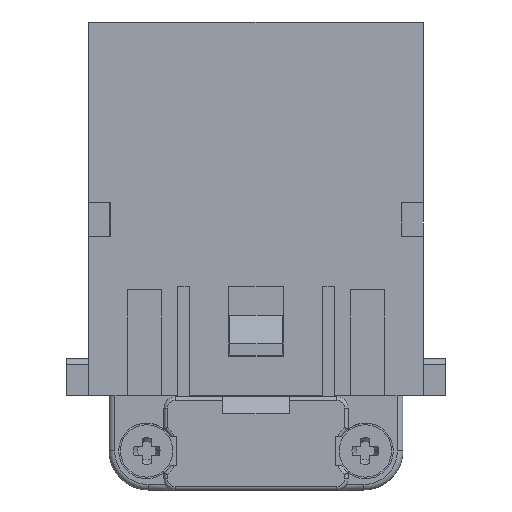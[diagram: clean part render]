
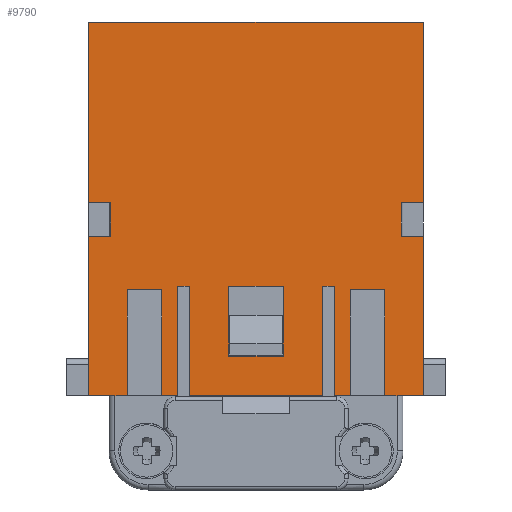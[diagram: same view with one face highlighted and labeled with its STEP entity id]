
A CAD part, left-side view. The second image highlights one B-rep face of the part: STEP entity #9790.
In plain terms, the highlighted planar face has unit normal (-1, 0, 0).
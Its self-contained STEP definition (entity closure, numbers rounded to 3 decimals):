
#540=CARTESIAN_POINT('',(-7.35,6.4,10.522));
#550=VERTEX_POINT('',#540);
#580=CARTESIAN_POINT('',(-7.35,0.,10.522));
#590=DIRECTION('',(0.,1.,0.));
#600=VECTOR('',#590,1.);
#610=LINE('',#580,#600);
#620=CARTESIAN_POINT('',(-7.35,36.4,10.522));
#630=VERTEX_POINT('',#620);
#640=EDGE_CURVE('',#550,#630,#610,.T.);
#870=CARTESIAN_POINT('',(-7.35,0.,-19.427));
#880=DIRECTION('',(0.,1.,0.));
#890=VECTOR('',#880,1.);
#900=LINE('',#870,#890);
#910=CARTESIAN_POINT('',(-7.35,18.95,
-19.427));
#920=VERTEX_POINT('',#910);
#930=CARTESIAN_POINT('',(-7.35,23.85,
-19.427));
#940=VERTEX_POINT('',#930);
#950=EDGE_CURVE('',#920,#940,#900,.T.);
#1810=CARTESIAN_POINT('',(-7.35,0.,-22.978));
#1820=DIRECTION('',(0.,-1.,0.));
#1830=VECTOR('',#1820,1.);
#1840=LINE('',#1810,#1830);
#1850=CARTESIAN_POINT('',(-7.35,29.85,
-22.978));
#1860=VERTEX_POINT('',#1850);
#1870=CARTESIAN_POINT('',(-7.35,28.4,-22.978));
#1880=VERTEX_POINT('',#1870);
#1890=EDGE_CURVE('',#1860,#1880,#1840,.T.);
#3910=CARTESIAN_POINT('',(-7.35,36.4,-22.978));
#3920=VERTEX_POINT('',#3910);
#3950=CARTESIAN_POINT('',(-7.35,0.,-22.978));
#3960=DIRECTION('',(0.,-1.,0.));
#3970=VECTOR('',#3960,1.);
#3980=LINE('',#3950,#3970);
#3990=CARTESIAN_POINT('',(-7.35,32.95,-22.978));
#4000=VERTEX_POINT('',#3990);
#4010=EDGE_CURVE('',#3920,#4000,#3980,.T.);
#4670=CARTESIAN_POINT('',(-7.35,28.4,0.));
#4680=DIRECTION('',(0.,0.,-1.));
#4690=VECTOR('',#4680,1.);
#4700=LINE('',#4670,#4690);
#4710=CARTESIAN_POINT('',(-7.35,28.4,-13.178));
#4720=VERTEX_POINT('',#4710);
#4730=EDGE_CURVE('',#4720,#1880,#4700,.T.);
#5750=CARTESIAN_POINT('',(-7.35,23.85,0.));
#5760=DIRECTION('',(0.,0.,1.));
#5770=VECTOR('',#5760,1.);
#5780=LINE('',#5750,#5770);
#5790=CARTESIAN_POINT('',(-7.35,23.85,-13.178));
#5800=VERTEX_POINT('',#5790);
#5810=EDGE_CURVE('',#940,#5800,#5780,.T.);
#6080=CARTESIAN_POINT('',(-7.35,18.95,-13.178));
#6090=VERTEX_POINT('',#6080);
#6140=CARTESIAN_POINT('',(-7.35,18.95,0.));
#6150=DIRECTION('',(0.,0.,-1.));
#6160=VECTOR('',#6150,1.);
#6170=LINE('',#6140,#6160);
#6180=EDGE_CURVE('',#6090,#920,#6170,.T.);
#6840=CARTESIAN_POINT('',(-7.35,27.4,-13.178));
#6850=VERTEX_POINT('',#6840);
#6900=CARTESIAN_POINT('',(-7.35,27.4,0.));
#6910=DIRECTION('',(0.,0.,1.));
#6920=VECTOR('',#6910,1.);
#6930=LINE('',#6900,#6920);
#6940=CARTESIAN_POINT('',(-7.35,27.4,
-22.977));
#6950=VERTEX_POINT('',#6940);
#6960=EDGE_CURVE('',#6950,#6850,#6930,.T.);
#7330=CARTESIAN_POINT('',(-7.35,15.4,-13.178));
#7340=VERTEX_POINT('',#7330);
#7490=CARTESIAN_POINT('',(-7.35,15.4,-22.978));
#7500=VERTEX_POINT('',#7490);
#7530=CARTESIAN_POINT('',(-7.35,15.4,0.));
#7540=DIRECTION('',(0.,0.,1.));
#7550=VECTOR('',#7540,1.);
#7560=LINE('',#7530,#7550);
#7570=EDGE_CURVE('',#7500,#7340,#7560,.T.);
#7820=CARTESIAN_POINT('',(-7.35,0.,-22.978));
#7830=DIRECTION('',(0.,-1.,0.));
#7840=VECTOR('',#7830,1.);
#7850=LINE('',#7820,#7840);
#7860=EDGE_CURVE('',#6950,#7500,#7850,.T.);
#7980=CARTESIAN_POINT('',(-7.35,36.55,11.175));
#7990=DIRECTION('',(1.,0.,-0.));
#8000=DIRECTION('',(0.,1.,0.));
#8010=AXIS2_PLACEMENT_3D('',#7980,#7990,#8000);
#8020=PLANE('',#8010);
#8030=CARTESIAN_POINT('',(-7.35,0.,-13.178));
#8040=DIRECTION('',(0.,1.,0.));
#8050=VECTOR('',#8040,1.);
#8060=LINE('',#8030,#8050);
#8070=EDGE_CURVE('',#6090,#5800,#8060,.T.);
#8080=ORIENTED_EDGE('',*,*,#8070,.F.);
#8090=ORIENTED_EDGE('',*,*,#5810,.T.);
#8100=ORIENTED_EDGE('',*,*,#950,.T.);
#8110=ORIENTED_EDGE('',*,*,#6180,.T.);
#8120=EDGE_LOOP('',(#8110,#8100,#8090,#8080));
#8130=FACE_BOUND('',#8120,.T.);
#8140=CARTESIAN_POINT('',(-7.35,9.85,0.));
#8150=DIRECTION('',(0.,0.,1.));
#8160=VECTOR('',#8150,1.);
#8170=LINE('',#8140,#8160);
#8180=CARTESIAN_POINT('',(-7.35,9.85,-22.978));
#8190=VERTEX_POINT('',#8180);
#8200=CARTESIAN_POINT('',(-7.35,9.85,
-13.478));
#8210=VERTEX_POINT('',#8200);
#8220=EDGE_CURVE('',#8190,#8210,#8170,.T.);
#8230=ORIENTED_EDGE('',*,*,#8220,.F.);
#8240=CARTESIAN_POINT('',(-7.35,0.,-13.478));
#8250=DIRECTION('',(0.,1.,0.));
#8260=VECTOR('',#8250,1.);
#8270=LINE('',#8240,#8260);
#8280=CARTESIAN_POINT('',(-7.35,12.95,-13.478));
#8290=VERTEX_POINT('',#8280);
#8300=EDGE_CURVE('',#8210,#8290,#8270,.T.);
#8310=ORIENTED_EDGE('',*,*,#8300,.F.);
#8320=CARTESIAN_POINT('',(-7.35,12.95,0.));
#8330=DIRECTION('',(0.,0.,-1.));
#8340=VECTOR('',#8330,1.);
#8350=LINE('',#8320,#8340);
#8360=CARTESIAN_POINT('',(-7.35,12.95,-22.978));
#8370=VERTEX_POINT('',#8360);
#8380=EDGE_CURVE('',#8290,#8370,#8350,.T.);
#8390=ORIENTED_EDGE('',*,*,#8380,.F.);
#8400=CARTESIAN_POINT('',(-7.35,0.,-22.978));
#8410=DIRECTION('',(0.,-1.,0.));
#8420=VECTOR('',#8410,1.);
#8430=LINE('',#8400,#8420);
#8440=CARTESIAN_POINT('',(-7.35,14.4,-22.978));
#8450=VERTEX_POINT('',#8440);
#8460=EDGE_CURVE('',#8450,#8370,#8430,.T.);
#8470=ORIENTED_EDGE('',*,*,#8460,.T.);
#8480=CARTESIAN_POINT('',(-7.35,14.4,0.));
#8490=DIRECTION('',(0.,0.,1.));
#8500=VECTOR('',#8490,1.);
#8510=LINE('',#8480,#8500);
#8520=CARTESIAN_POINT('',(-7.35,14.4,-13.178));
#8530=VERTEX_POINT('',#8520);
#8540=EDGE_CURVE('',#8450,#8530,#8510,.T.);
#8550=ORIENTED_EDGE('',*,*,#8540,.F.);
#8560=CARTESIAN_POINT('',(-7.35,0.,-13.178));
#8570=DIRECTION('',(0.,1.,0.));
#8580=VECTOR('',#8570,1.);
#8590=LINE('',#8560,#8580);
#8600=EDGE_CURVE('',#8530,#7340,#8590,.T.);
#8610=ORIENTED_EDGE('',*,*,#8600,.F.);
#8620=ORIENTED_EDGE('',*,*,#7570,.T.);
#8630=ORIENTED_EDGE('',*,*,#7860,.T.);
#8640=ORIENTED_EDGE('',*,*,#6960,.F.);
#8650=CARTESIAN_POINT('',(-7.35,0.,-13.178));
#8660=DIRECTION('',(0.,1.,0.));
#8670=VECTOR('',#8660,1.);
#8680=LINE('',#8650,#8670);
#8690=EDGE_CURVE('',#6850,#4720,#8680,.T.);
#8700=ORIENTED_EDGE('',*,*,#8690,.F.);
#8710=ORIENTED_EDGE('',*,*,#4730,.F.);
#8720=ORIENTED_EDGE('',*,*,#1890,.T.);
#8730=CARTESIAN_POINT('',(-7.35,29.85,0.));
#8740=DIRECTION('',(0.,0.,1.));
#8750=VECTOR('',#8740,1.);
#8760=LINE('',#8730,#8750);
#8770=CARTESIAN_POINT('',(-7.35,29.85,-13.478));
#8780=VERTEX_POINT('',#8770);
#8790=EDGE_CURVE('',#1860,#8780,#8760,.T.);
#8800=ORIENTED_EDGE('',*,*,#8790,.F.);
#8810=CARTESIAN_POINT('',(-7.35,0.,-13.478));
#8820=DIRECTION('',(0.,1.,0.));
#8830=VECTOR('',#8820,1.);
#8840=LINE('',#8810,#8830);
#8850=CARTESIAN_POINT('',(-7.35,32.95,-13.478));
#8860=VERTEX_POINT('',#8850);
#8870=EDGE_CURVE('',#8780,#8860,#8840,.T.);
#8880=ORIENTED_EDGE('',*,*,#8870,.F.);
#8890=CARTESIAN_POINT('',(-7.35,32.95,0.));
#8900=DIRECTION('',(0.,0.,-1.));
#8910=VECTOR('',#8900,1.);
#8920=LINE('',#8890,#8910);
#8930=EDGE_CURVE('',#8860,#4000,#8920,.T.);
#8940=ORIENTED_EDGE('',*,*,#8930,.F.);
#8950=ORIENTED_EDGE('',*,*,#4010,.T.);
#8960=CARTESIAN_POINT('',(-7.35,36.4,0.));
#8970=DIRECTION('',(0.,0.,1.));
#8980=VECTOR('',#8970,1.);
#8990=LINE('',#8960,#8980);
#9000=CARTESIAN_POINT('',(-7.35,36.4,-8.678));
#9010=VERTEX_POINT('',#9000);
#9020=EDGE_CURVE('',#3920,#9010,#8990,.T.);
#9030=ORIENTED_EDGE('',*,*,#9020,.F.);
#9040=CARTESIAN_POINT('',(-7.35,0.,-8.677));
#9050=DIRECTION('',(0.,1.,0.));
#9060=VECTOR('',#9050,1.);
#9070=LINE('',#9040,#9060);
#9080=CARTESIAN_POINT('',(-7.35,34.4,
-8.678));
#9090=VERTEX_POINT('',#9080);
#9100=EDGE_CURVE('',#9090,#9010,#9070,.T.);
#9110=ORIENTED_EDGE('',*,*,#9100,.T.);
#9120=CARTESIAN_POINT('',(-7.35,34.4,0.));
#9130=DIRECTION('',(0.,0.,-1.));
#9140=VECTOR('',#9130,1.);
#9150=LINE('',#9120,#9140);
#9160=CARTESIAN_POINT('',(-7.35,34.4,-5.678));
#9170=VERTEX_POINT('',#9160);
#9180=EDGE_CURVE('',#9170,#9090,#9150,.T.);
#9190=ORIENTED_EDGE('',*,*,#9180,.T.);
#9200=CARTESIAN_POINT('',(-7.35,0.,-5.677));
#9210=DIRECTION('',(0.,-1.,0.));
#9220=VECTOR('',#9210,1.);
#9230=LINE('',#9200,#9220);
#9240=CARTESIAN_POINT('',(-7.35,36.4,-5.678));
#9250=VERTEX_POINT('',#9240);
#9260=EDGE_CURVE('',#9250,#9170,#9230,.T.);
#9270=ORIENTED_EDGE('',*,*,#9260,.T.);
#9280=CARTESIAN_POINT('',(-7.35,36.4,0.));
#9290=DIRECTION('',(0.,0.,1.));
#9300=VECTOR('',#9290,1.);
#9310=LINE('',#9280,#9300);
#9320=EDGE_CURVE('',#9250,#630,#9310,.T.);
#9330=ORIENTED_EDGE('',*,*,#9320,.F.);
#9340=ORIENTED_EDGE('',*,*,#640,.T.);
#9350=CARTESIAN_POINT('',(-7.35,6.4,0.));
#9360=DIRECTION('',(0.,0.,-1.));
#9370=VECTOR('',#9360,1.);
#9380=LINE('',#9350,#9370);
#9390=CARTESIAN_POINT('',(-7.35,6.4,
-5.677));
#9400=VERTEX_POINT('',#9390);
#9410=EDGE_CURVE('',#550,#9400,#9380,.T.);
#9420=ORIENTED_EDGE('',*,*,#9410,.F.);
#9430=CARTESIAN_POINT('',(-7.35,0.,-5.677));
#9440=DIRECTION('',(0.,1.,0.));
#9450=VECTOR('',#9440,1.);
#9460=LINE('',#9430,#9450);
#9470=CARTESIAN_POINT('',(-7.35,8.4,
-5.677));
#9480=VERTEX_POINT('',#9470);
#9490=EDGE_CURVE('',#9400,#9480,#9460,.T.);
#9500=ORIENTED_EDGE('',*,*,#9490,.F.);
#9510=CARTESIAN_POINT('',(-7.35,8.4,0.));
#9520=DIRECTION('',(0.,0.,-1.));
#9530=VECTOR('',#9520,1.);
#9540=LINE('',#9510,#9530);
#9550=CARTESIAN_POINT('',(-7.35,8.4,
-8.678));
#9560=VERTEX_POINT('',#9550);
#9570=EDGE_CURVE('',#9480,#9560,#9540,.T.);
#9580=ORIENTED_EDGE('',*,*,#9570,.F.);
#9590=CARTESIAN_POINT('',(-7.35,0.,-8.677));
#9600=DIRECTION('',(0.,-1.,0.));
#9610=VECTOR('',#9600,1.);
#9620=LINE('',#9590,#9610);
#9630=CARTESIAN_POINT('',(-7.35,6.4,
-8.678));
#9640=VERTEX_POINT('',#9630);
#9650=EDGE_CURVE('',#9560,#9640,#9620,.T.);
#9660=ORIENTED_EDGE('',*,*,#9650,.F.);
#9670=CARTESIAN_POINT('',(-7.35,6.4,0.));
#9680=DIRECTION('',(0.,0.,1.));
#9690=VECTOR('',#9680,1.);
#9700=LINE('',#9670,#9690);
#9710=CARTESIAN_POINT('',(-7.35,6.4,
-22.978));
#9720=VERTEX_POINT('',#9710);
#9730=EDGE_CURVE('',#9720,#9640,#9700,.T.);
#9740=ORIENTED_EDGE('',*,*,#9730,.T.);
#9750=EDGE_CURVE('',#8190,#9720,#8430,.T.);
#9760=ORIENTED_EDGE('',*,*,#9750,.T.);
#9770=EDGE_LOOP('',(#9760,#9740,#9660,#9580,#9500,#9420,#9340,#9330,
#9270,#9190,#9110,#9030,#8950,#8940,#8880,#8800,#8720,#8710,#8700,#8640,
#8630,#8620,#8610,#8550,#8470,#8390,#8310,#8230));
#9780=FACE_OUTER_BOUND('',#9770,.T.);
#9790=ADVANCED_FACE('',(#8130,#9780),#8020,.F.);
